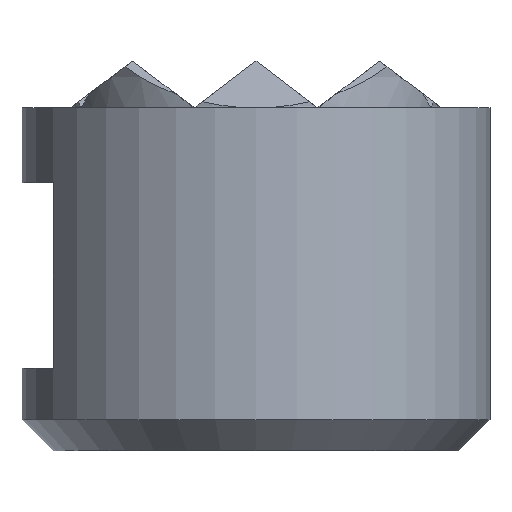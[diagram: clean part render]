
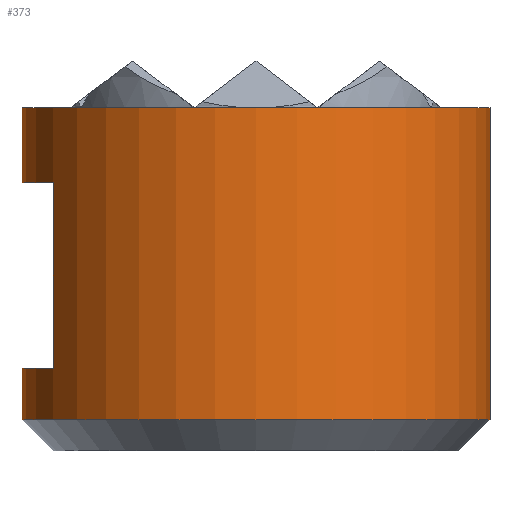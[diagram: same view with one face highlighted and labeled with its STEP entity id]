
A CAD part, front view. The second image highlights one B-rep face of the part: STEP entity #373.
In plain terms, the highlighted cylindrical face has radius 6 mm (diameter 12 mm), a partial arc.
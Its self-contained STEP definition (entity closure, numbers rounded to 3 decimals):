
#275=VERTEX_POINT('',#793);
#291=EDGE_CURVE('',#275,#301,#812,.T.);
#301=VERTEX_POINT('',#822);
#325=VERTEX_POINT('',#849);
#333=EDGE_CURVE('',#359,#437,#858,.T.);
#359=VERTEX_POINT('',#887);
#373=ADVANCED_FACE('',(#904),#905,.T.);
#383=EDGE_CURVE('',#359,#325,#916,.T.);
#425=EDGE_CURVE('',#301,#575,#963,.T.);
#437=VERTEX_POINT('',#975);
#469=VERTEX_POINT('',#1011);
#561=EDGE_CURVE('',#749,#469,#1117,.T.);
#575=VERTEX_POINT('',#1133);
#615=EDGE_CURVE('',#575,#437,#1180,.T.);
#631=EDGE_CURVE('',#275,#749,#1198,.T.);
#749=VERTEX_POINT('',#1331);
#765=EDGE_CURVE('',#469,#325,#1347,.T.);
#793=CARTESIAN_POINT('',(-6.,0.,6.875));
#812=LINE('',#1387,#1388);
#822=CARTESIAN_POINT('',(-6.,0.,8.8));
#849=CARTESIAN_POINT('',(-6.,0.,2.125));
#858=CIRCLE('',#1454,6.0);
#887=CARTESIAN_POINT('',(-6.,0.,0.8));
#904=FACE_OUTER_BOUND('',#1512,.T.);
#905=CYLINDRICAL_SURFACE('',#1513,6.0);
#916=LINE('',#1529,#1530);
#963=CIRCLE('',#1596,6.0);
#975=CARTESIAN_POINT('',(6.,0.,0.8));
#1011=CARTESIAN_POINT('',(-5.2,-2.993,2.125));
#1117=LINE('',#1800,#1801);
#1133=CARTESIAN_POINT('',(6.,0.,8.8));
#1180=LINE('',#1877,#1878);
#1198=CIRCLE('',#1902,6.0);
#1331=CARTESIAN_POINT('',(-5.2,-2.993,6.875));
#1347=CIRCLE('',#2100,6.0);
#1387=CARTESIAN_POINT('',(-6.,0.,4.8));
#1388=VECTOR('',#2144,1.0);
#1454=AXIS2_PLACEMENT_3D('',#2206,#2207,#2208);
#1512=EDGE_LOOP('',(#2274,#2275,#2276,#2277,#2278,#2279,#2280,#2281));
#1513=AXIS2_PLACEMENT_3D('',#2282,#2283,#2284);
#1529=CARTESIAN_POINT('',(-6.,0.,4.8));
#1530=VECTOR('',#2295,1.0);
#1596=AXIS2_PLACEMENT_3D('',#2350,#2351,#2352);
#1800=CARTESIAN_POINT('',(-5.2,-2.993,4.8));
#1801=VECTOR('',#2570,1.0);
#1877=CARTESIAN_POINT('',(6.,0.,4.8));
#1878=VECTOR('',#2663,1.0);
#1902=AXIS2_PLACEMENT_3D('',#2690,#2691,#2692);
#2100=AXIS2_PLACEMENT_3D('',#2852,#2853,#2854);
#2144=DIRECTION('',(0.,0.,1.0));
#2206=CARTESIAN_POINT('',(0.,0.,0.8));
#2207=DIRECTION('',(0.,0.,1.0));
#2208=DIRECTION('',(-1.0,0.,0.));
#2274=ORIENTED_EDGE('',*,*,#383,.F.);
#2275=ORIENTED_EDGE('',*,*,#333,.T.);
#2276=ORIENTED_EDGE('',*,*,#615,.F.);
#2277=ORIENTED_EDGE('',*,*,#425,.F.);
#2278=ORIENTED_EDGE('',*,*,#291,.F.);
#2279=ORIENTED_EDGE('',*,*,#631,.T.);
#2280=ORIENTED_EDGE('',*,*,#561,.T.);
#2281=ORIENTED_EDGE('',*,*,#765,.T.);
#2282=CARTESIAN_POINT('',(0.,0.,4.8));
#2283=DIRECTION('',(0.,0.,-1.0));
#2284=DIRECTION('',(-1.0,0.,0.));
#2295=DIRECTION('',(0.,0.,1.0));
#2350=CARTESIAN_POINT('',(0.,0.,8.8));
#2351=DIRECTION('',(0.,0.,1.0));
#2352=DIRECTION('',(-1.0,0.,0.));
#2570=DIRECTION('',(0.,0.,-1.0));
#2663=DIRECTION('',(0.,0.,-1.0));
#2690=CARTESIAN_POINT('',(0.,0.,6.875));
#2691=DIRECTION('',(0.,0.,1.0));
#2692=DIRECTION('',(-1.0,0.,0.));
#2852=CARTESIAN_POINT('',(0.,0.,2.125));
#2853=DIRECTION('',(0.,0.,-1.0));
#2854=DIRECTION('',(-1.0,0.,0.));
